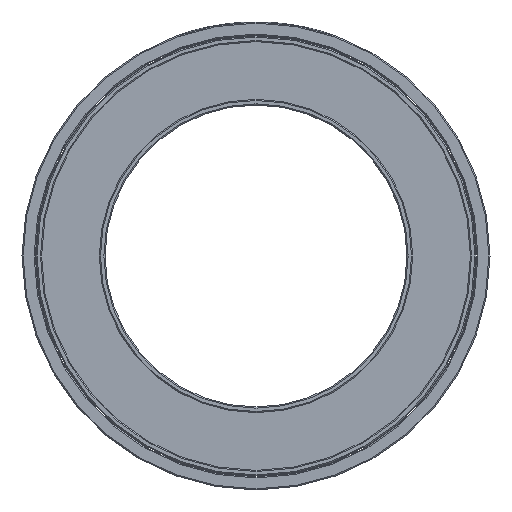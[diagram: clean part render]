
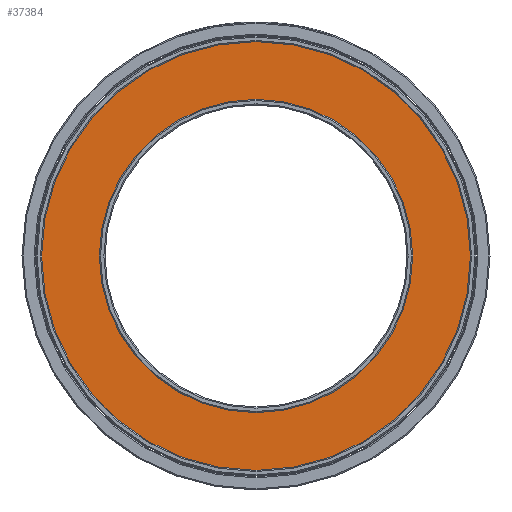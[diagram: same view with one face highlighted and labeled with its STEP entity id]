
A CAD part, front view. The second image highlights one B-rep face of the part: STEP entity #37384.
In plain terms, the highlighted planar face has unit normal (0, -1, 0).
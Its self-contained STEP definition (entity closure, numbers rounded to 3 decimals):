
#1121 = EDGE_LOOP ( 'NONE', ( #16964, #1904 ) ) ;
#1904 = ORIENTED_EDGE ( 'NONE', *, *, #36196, .T. ) ;
#2415 = DIRECTION ( 'NONE',  ( 0., 0., -1. ) ) ;
#3048 = CIRCLE ( 'NONE', #12073, 28.4 ) ;
#3058 = CARTESIAN_POINT ( 'NONE',  ( 20.75, -39., 0. ) ) ;
#5489 = EDGE_LOOP ( 'NONE', ( #22440, #19522 ) ) ;
#9661 = DIRECTION ( 'NONE',  ( 0., -1., 0. ) ) ;
#12073 = AXIS2_PLACEMENT_3D ( 'NONE', #21427, #14905, #18596 ) ;
#13069 = CARTESIAN_POINT ( 'NONE',  ( 0., -39., 0. ) ) ;
#13304 = DIRECTION ( 'NONE',  ( 1., 0., 0. ) ) ;
#13561 = CARTESIAN_POINT ( 'NONE',  ( -28.4, -39., 0. ) ) ;
#14905 = DIRECTION ( 'NONE',  ( 0., -1., 0. ) ) ;
#15669 = DIRECTION ( 'NONE',  ( 0., -1., 0. ) ) ;
#15876 = FACE_BOUND ( 'NONE', #5489, .T. ) ;
#16039 = DIRECTION ( 'NONE',  ( 0., -1., 0. ) ) ;
#16155 = CARTESIAN_POINT ( 'NONE',  ( 20.75, -39., 0. ) ) ;
#16964 = ORIENTED_EDGE ( 'NONE', *, *, #18035, .T. ) ;
#18035 = EDGE_CURVE ( 'NONE', #20685, #40045, #3048, .T. ) ;
#18051 = PLANE ( 'NONE',  #24081 ) ;
#18596 = DIRECTION ( 'NONE',  ( 1., 0., 0. ) ) ;
#19522 = ORIENTED_EDGE ( 'NONE', *, *, #38346, .F. ) ;
#19571 = DIRECTION ( 'NONE',  ( 1., 0., 0. ) ) ;
#20685 = VERTEX_POINT ( 'NONE', #24948 ) ;
#21427 = CARTESIAN_POINT ( 'NONE',  ( 0., -39., 0. ) ) ;
#21847 = AXIS2_PLACEMENT_3D ( 'NONE', #35587, #16039, #29325 ) ;
#22440 = ORIENTED_EDGE ( 'NONE', *, *, #37215, .F. ) ;
#23934 = CIRCLE ( 'NONE', #21847, 20.75 ) ;
#24081 = AXIS2_PLACEMENT_3D ( 'NONE', #3058, #15669, #2415 ) ;
#24948 = CARTESIAN_POINT ( 'NONE',  ( 28.4, -39., 0. ) ) ;
#25364 = AXIS2_PLACEMENT_3D ( 'NONE', #13069, #33458, #19571 ) ;
#25908 = FACE_OUTER_BOUND ( 'NONE', #1121, .T. ) ;
#26719 = CARTESIAN_POINT ( 'NONE',  ( -20.75, -39., 0. ) ) ;
#29325 = DIRECTION ( 'NONE',  ( 1., 0., 0. ) ) ;
#30263 = CIRCLE ( 'NONE', #40655, 20.75 ) ;
#31319 = VERTEX_POINT ( 'NONE', #16155 ) ;
#32456 = CARTESIAN_POINT ( 'NONE',  ( 0., -39., 0. ) ) ;
#33458 = DIRECTION ( 'NONE',  ( 0., -1., 0. ) ) ;
#34330 = CIRCLE ( 'NONE', #25364, 28.4 ) ;
#35332 = VERTEX_POINT ( 'NONE', #26719 ) ;
#35587 = CARTESIAN_POINT ( 'NONE',  ( 0., -39., 0. ) ) ;
#36196 = EDGE_CURVE ( 'NONE', #40045, #20685, #34330, .T. ) ;
#37215 = EDGE_CURVE ( 'NONE', #31319, #35332, #30263, .T. ) ;
#37384 = ADVANCED_FACE ( 'NONE', ( #25908, #15876 ), #18051, .T. ) ;
#38346 = EDGE_CURVE ( 'NONE', #35332, #31319, #23934, .T. ) ;
#40045 = VERTEX_POINT ( 'NONE', #13561 ) ;
#40655 = AXIS2_PLACEMENT_3D ( 'NONE', #32456, #9661, #13304 ) ;
